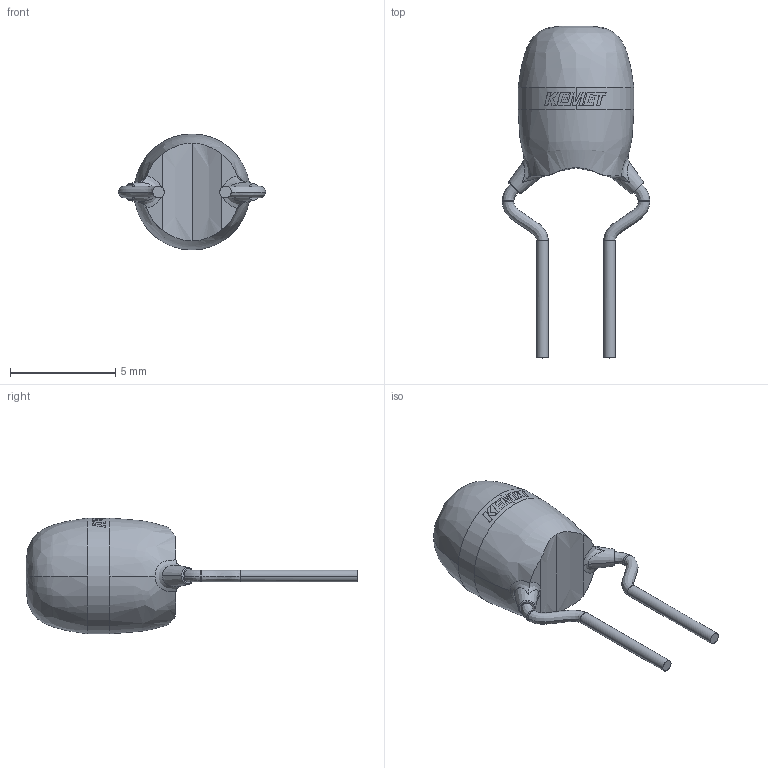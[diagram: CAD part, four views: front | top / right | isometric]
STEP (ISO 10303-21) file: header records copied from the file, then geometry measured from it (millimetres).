
FILE_DESCRIPTION (( 'STEP AP214' ), '1' );
FILE_NAME ('CTR_T355_D5.5W6.99H10.2S3.18LL5.56F0.55.STEP', '2021-03-23T03:38:17', ( '' ), ( '' ), 'SwSTEP 2.0', 'SolidWorks 2014', '' );
FILE_SCHEMA (( 'AUTOMOTIVE_DESIGN' ));
Length unit declared in the file: millimetre
Products named in the file (1): CTR_T355_D5.5W6.99H10.2S3.18LL5.56F0.55
Bounding box: 6.99 x 15.76 x 5.5 mm (x, y, z)
Volume: 145.1 mm3; surface area: 175.8 mm2
Topology: 1 solids, 1 shells, 102 faces, 272 edges, 176 vertices
Faces by surface type: bspline 59, plane 31, cylinder 6, cone 4, torus 2
Entity records: 5856 total; most frequent: CARTESIAN_POINT 2650, ORIENTED_EDGE 544, EDGE_CURVE 272, DIRECTION 263, VERTEX_POINT 176, B_SPLINE_CURVE_WITH_KNOTS 163, AXIS2_PLACEMENT_3D 122, EDGE_LOOP 106
